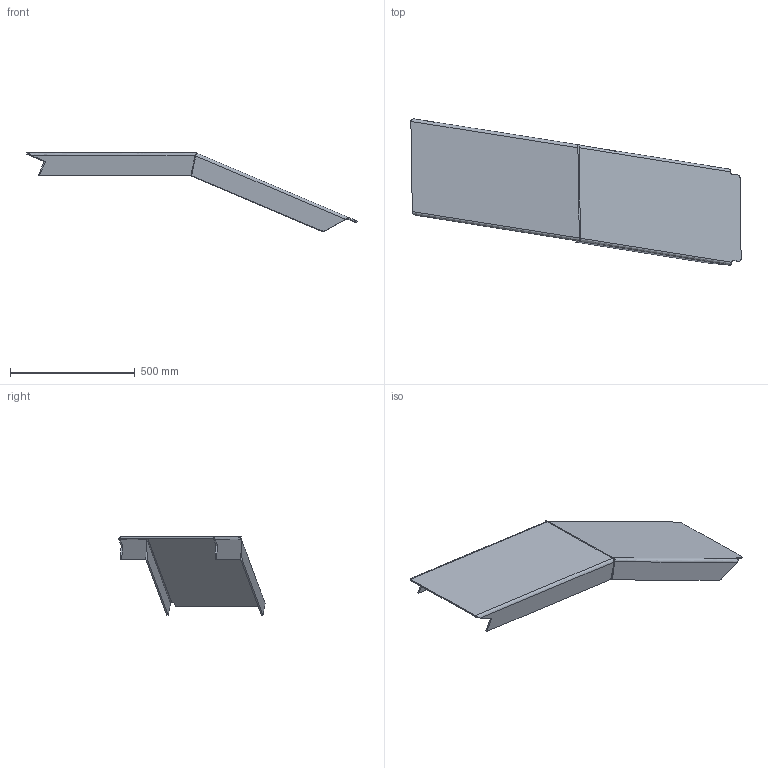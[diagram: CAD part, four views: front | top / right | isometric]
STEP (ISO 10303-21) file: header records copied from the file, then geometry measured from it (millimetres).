
FILE_DESCRIPTION (( 'STEP AP203' ), '1' );
FILE_NAME ('M5 - erp33360_MirrorÖZBEKÝSTAN Büyük Yan Kros.IGS_Default_sldprt.STEP', '2023-01-17T11:23:36', ( '' ), ( '' ), 'SwSTEP 2.0', 'SolidWorks 2019', '' );
FILE_SCHEMA (( 'CONFIG_CONTROL_DESIGN' ));
Length unit declared in the file: millimetre
Products named in the file (1): M5 - erp33360_MirrorÖZBEKÝSTAN Büyük Yan Kros.IGS_Default_sldprt
Bounding box: 1321.99 x 585.02 x 314.19 mm (x, y, z)
Volume: 4369524.7 mm3; surface area: 1477748.4 mm2
Topology: 1 solids, 1 shells, 67 faces, 155 edges, 90 vertices
Faces by surface type: bspline 67
Entity records: 3076 total; most frequent: CARTESIAN_POINT 2067, ORIENTED_EDGE 310, EDGE_CURVE 155, B_SPLINE_CURVE_WITH_KNOTS 129, VERTEX_POINT 90, FACE_OUTER_BOUND 67, EDGE_LOOP 67, ADVANCED_FACE 67
